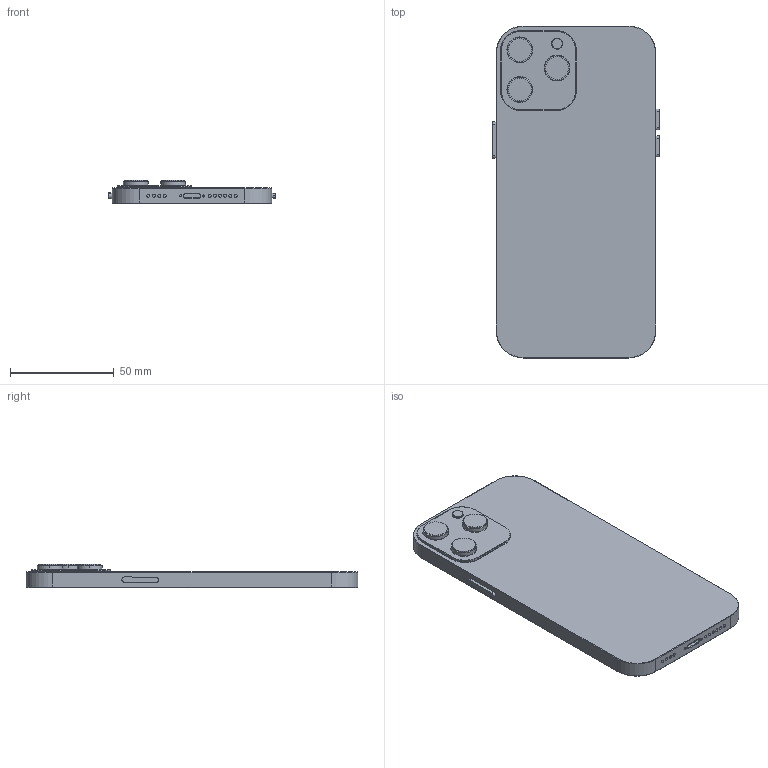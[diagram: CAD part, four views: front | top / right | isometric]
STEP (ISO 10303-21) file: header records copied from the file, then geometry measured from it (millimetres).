
FILE_DESCRIPTION (( 'STEP AP214' ), '1' );
FILE_NAME ('LIMON.STEP', '2025-07-20T10:04:50', ( '' ), ( '' ), 'SwSTEP 2.0', 'SolidWorks 2018', '' );
FILE_SCHEMA (( 'AUTOMOTIVE_DESIGN' ));
Length unit declared in the file: millimetre
Products named in the file (1): LIMON
Bounding box: 80.4 x 160 x 11.12 mm (x, y, z)
Volume: 93560.4 mm3; surface area: 28318.7 mm2
Topology: 1 solids, 1 shells, 158 faces, 346 edges, 216 vertices
Faces by surface type: cylinder 82, plane 50, torus 26
Entity records: 5224 total; most frequent: DIRECTION 862, CARTESIAN_POINT 721, ORIENTED_EDGE 692, AXIS2_PLACEMENT_3D 357, EDGE_CURVE 346, VERTEX_POINT 216, CIRCLE 198, EDGE_LOOP 184
